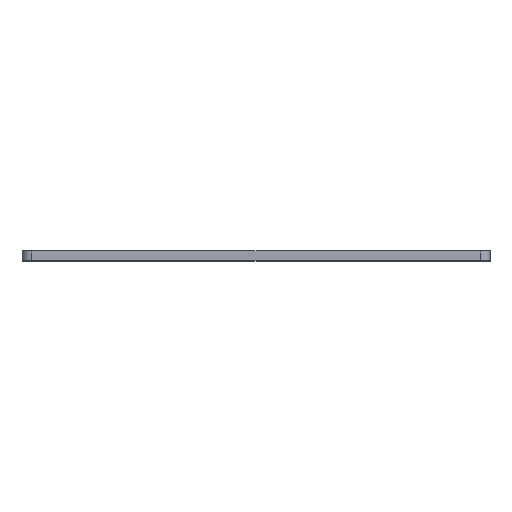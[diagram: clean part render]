
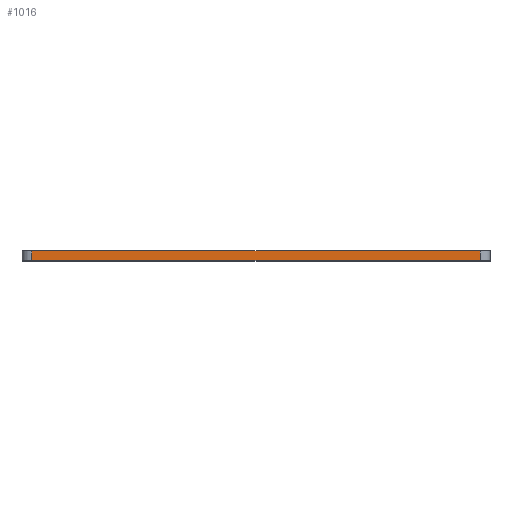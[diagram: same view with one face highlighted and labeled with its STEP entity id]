
A CAD part, top view. The second image highlights one B-rep face of the part: STEP entity #1016.
In plain terms, the highlighted planar face has unit normal (0, 0, 1).
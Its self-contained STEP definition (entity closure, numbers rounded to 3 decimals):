
#24=CARTESIAN_POINT('',(161.504,6.0,127.25));
#25=DIRECTION('',(0.0,-1.0,0.0));
#26=DIRECTION('',(0.0,0.0,-1.0));
#27=AXIS2_PLACEMENT_3D('',#24,#25,#26);
#28=PLANE('',#27);
#29=CARTESIAN_POINT('',(161.504,6.0,133.25));
#30=VERTEX_POINT('',#29);
#33=CARTESIAN_POINT('',(161.504,6.0,127.25));
#34=DIRECTION('',(0.0,-1.0,0.0));
#35=DIRECTION('',(0.0,0.0,-1.0));
#36=AXIS2_PLACEMENT_3D('',#33,#34,#35);
#37=CYLINDRICAL_SURFACE('',#36,6.0);
#42=(GEOMETRIC_REPRESENTATION_CONTEXT(2)PARAMETRIC_REPRESENTATION_CONTEXT()REPRESENTATION_CONTEXT('',''));
#184=CARTESIAN_POINT('',(-121.496,6.0,133.25));
#185=VERTEX_POINT('',#184);
#186=CARTESIAN_POINT('',(-121.496,6.0,127.25));
#187=DIRECTION('',(0.0,-1.0,0.0));
#188=DIRECTION('',(0.0,0.0,-1.0));
#189=AXIS2_PLACEMENT_3D('',#186,#187,#188);
#190=CYLINDRICAL_SURFACE('',#189,6.0);
#212=CARTESIAN_POINT('',(-121.496,6.0,133.25));
#213=DIRECTION('',(0.0,0.0,-1.0));
#214=DIRECTION('',(-1.0,0.0,0.0));
#215=AXIS2_PLACEMENT_3D('',#212,#213,#214);
#216=PLANE('',#215);
#217=CARTESIAN_POINT('',(-6.0,-283.0));
#218=CARTESIAN_POINT('',(-6.0,0.));
#219=B_SPLINE_CURVE_WITH_KNOTS('',1,(#217,#218),.UNSPECIFIED.,.F.,.F.,(2,2),(0.0,0.283),.UNSPECIFIED.);
#220=DEFINITIONAL_REPRESENTATION('',(#219),#42);
#221=PCURVE('',#28,#220);
#222=CARTESIAN_POINT('',(0.0,0.0));
#223=CARTESIAN_POINT('',(-283.0,0.0));
#224=B_SPLINE_CURVE_WITH_KNOTS('',1,(#222,#223),.UNSPECIFIED.,.F.,.F.,(2,2),(0.0,0.283),.UNSPECIFIED.);
#225=DEFINITIONAL_REPRESENTATION('',(#224),#42);
#226=PCURVE('',#216,#225);
#227=CARTESIAN_POINT('',(-121.496,6.0,133.25));
#228=DIRECTION('',(1.0,0.0,-0.0));
#229=VECTOR('',#228,283.0);
#230=LINE('',#227,#229);
#231=INTERSECTION_CURVE('',#230,(#221,#226),.PCURVE_S1.);
#232=EDGE_CURVE('',#185,#30,#231,.T.);
#469=CARTESIAN_POINT('',(161.504,0.0,127.25));
#470=DIRECTION('',(0.0,-1.0,0.0));
#471=DIRECTION('',(0.0,0.0,-1.0));
#472=AXIS2_PLACEMENT_3D('',#469,#470,#471);
#473=PLANE('',#472);
#570=CARTESIAN_POINT('',(161.504,0.0,133.25));
#571=VERTEX_POINT('',#570);
#593=CARTESIAN_POINT('',(-121.496,0.0,133.25));
#594=VERTEX_POINT('',#593);
#595=CARTESIAN_POINT('',(-6.0,-283.0));
#596=CARTESIAN_POINT('',(-6.0,0.));
#597=B_SPLINE_CURVE_WITH_KNOTS('',1,(#595,#596),.UNSPECIFIED.,.F.,.F.,(2,2),(0.0,0.283),.UNSPECIFIED.);
#598=DEFINITIONAL_REPRESENTATION('',(#597),#42);
#599=PCURVE('',#473,#598);
#600=CARTESIAN_POINT('',(0.0,-6.0));
#601=CARTESIAN_POINT('',(-283.0,-6.0));
#602=B_SPLINE_CURVE_WITH_KNOTS('',1,(#600,#601),.UNSPECIFIED.,.F.,.F.,(2,2),(0.0,0.283),.UNSPECIFIED.);
#603=DEFINITIONAL_REPRESENTATION('',(#602),#42);
#604=PCURVE('',#216,#603);
#605=CARTESIAN_POINT('',(-121.496,0.0,133.25));
#606=DIRECTION('',(1.0,0.0,-0.0));
#607=VECTOR('',#606,283.0);
#608=LINE('',#605,#607);
#609=INTERSECTION_CURVE('',#608,(#599,#604),.PCURVE_S1.);
#610=EDGE_CURVE('',#594,#571,#609,.T.);
#852=CARTESIAN_POINT('',(180.0,0.0));
#853=CARTESIAN_POINT('',(180.0,6.0));
#854=B_SPLINE_CURVE_WITH_KNOTS('',1,(#852,#853),.UNSPECIFIED.,.F.,.F.,(2,2),(0.0,0.006),.UNSPECIFIED.);
#855=DEFINITIONAL_REPRESENTATION('',(#854),#42);
#856=PCURVE('',#37,#855);
#857=CARTESIAN_POINT('',(-283.0,0.0));
#858=CARTESIAN_POINT('',(-283.0,-6.0));
#859=B_SPLINE_CURVE_WITH_KNOTS('',1,(#857,#858),.UNSPECIFIED.,.F.,.F.,(2,2),(0.0,0.006),.UNSPECIFIED.);
#860=DEFINITIONAL_REPRESENTATION('',(#859),#42);
#861=PCURVE('',#216,#860);
#862=CARTESIAN_POINT('',(161.504,6.0,133.25));
#863=DIRECTION('',(0.0,-1.0,0.0));
#864=VECTOR('',#863,6.0);
#865=LINE('',#862,#864);
#866=INTERSECTION_CURVE('',#865,(#856,#861),.PCURVE_S1.);
#867=EDGE_CURVE('',#30,#571,#866,.T.);
#988=CARTESIAN_POINT('',(180.0,0.0));
#989=CARTESIAN_POINT('',(180.0,6.0));
#990=B_SPLINE_CURVE_WITH_KNOTS('',1,(#988,#989),.UNSPECIFIED.,.F.,.F.,(2,2),(0.0,0.006),.UNSPECIFIED.);
#991=DEFINITIONAL_REPRESENTATION('',(#990),#42);
#992=PCURVE('',#190,#991);
#993=CARTESIAN_POINT('',(0.0,0.0));
#994=CARTESIAN_POINT('',(0.0,-6.0));
#995=B_SPLINE_CURVE_WITH_KNOTS('',1,(#993,#994),.UNSPECIFIED.,.F.,.F.,(2,2),(0.0,0.006),.UNSPECIFIED.);
#996=DEFINITIONAL_REPRESENTATION('',(#995),#42);
#997=PCURVE('',#216,#996);
#998=CARTESIAN_POINT('',(-121.496,6.0,133.25));
#999=DIRECTION('',(0.0,-1.0,0.0));
#1000=VECTOR('',#999,6.0);
#1001=LINE('',#998,#1000);
#1002=INTERSECTION_CURVE('',#1001,(#992,#997),.PCURVE_S1.);
#1003=EDGE_CURVE('',#185,#594,#1002,.T.);
#1010=ORIENTED_EDGE('',*,*,#610,.T.);
#1011=ORIENTED_EDGE('',*,*,#867,.F.);
#1012=ORIENTED_EDGE('',*,*,#232,.F.);
#1013=ORIENTED_EDGE('',*,*,#1003,.T.);
#1014=EDGE_LOOP('',(#1010,#1011,#1012,#1013));
#1015=FACE_BOUND('',#1014,.T.);
#1016=ADVANCED_FACE('',(#1015),#216,.F.);
